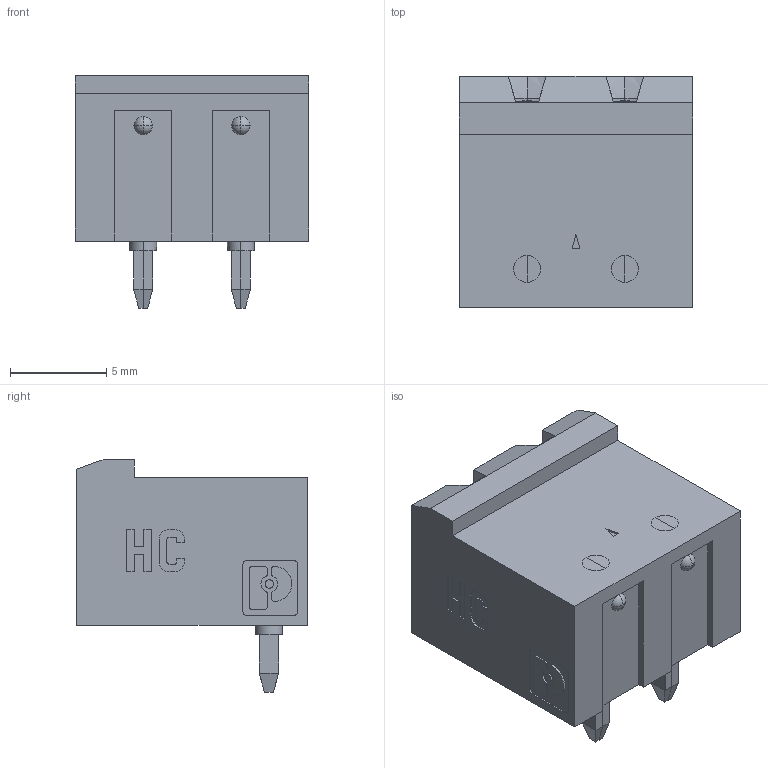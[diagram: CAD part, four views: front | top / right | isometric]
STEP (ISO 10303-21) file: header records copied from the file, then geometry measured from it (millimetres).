
FILE_DESCRIPTION(('FreeCAD Model'),'2;1');
FILE_NAME('1923869_02.step', '2017-02-13T21:30:50',('Author'),(''), 'Open CASCADE STEP processor 6.8','FreeCAD','Unknown');
FILE_SCHEMA(('AUTOMOTIVE_DESIGN_CC2 { 1 2 10303 214 -1 1 5 4 }'));
Length unit declared in the file: millimetre
Products named in the file (1): mstba_2.5-hc-2-g-5.08
Bounding box: 12.16 x 12 x 12.1 mm (x, y, z)
Volume: 676.5 mm3; surface area: 1040.2 mm2
Topology: 1 solids, 1 shells, 250 faces, 595 edges, 366 vertices
Faces by surface type: plane 195, cylinder 43, sphere 8, cone 4
Entity records: 21775 total; most frequent: CARTESIAN_POINT 8162, DIRECTION 2161, LINE 1257, VECTOR 1257, ORIENTED_EDGE 1190, PCURVE 1190, DEFINITIONAL_REPRESENTATION 1190, EDGE_CURVE 595
